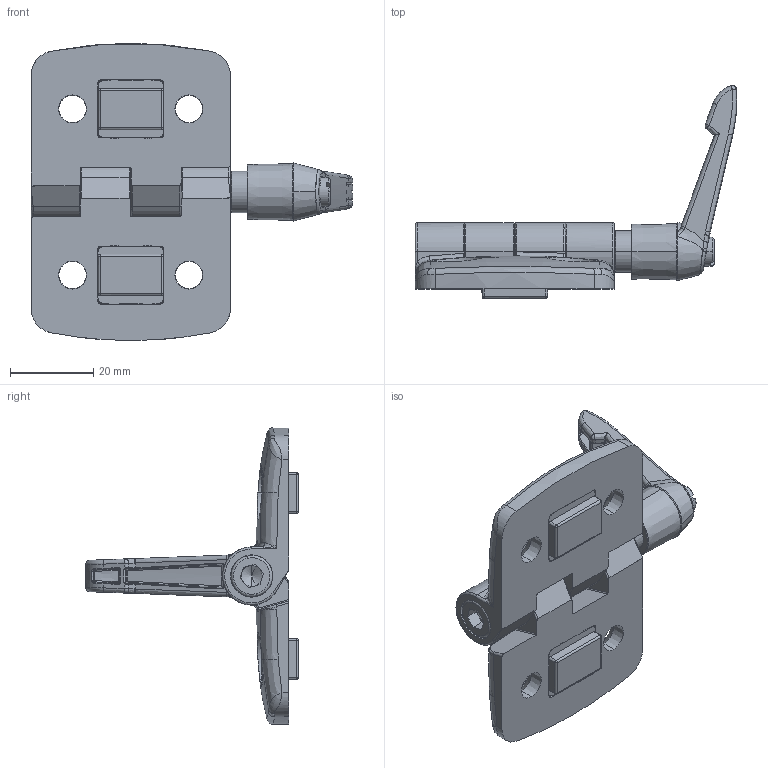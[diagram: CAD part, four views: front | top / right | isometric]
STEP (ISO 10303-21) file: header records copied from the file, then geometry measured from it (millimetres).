
FILE_DESCRIPTION (( 'STEP AP214' ), '1' );
FILE_NAME ('095kf3535f10.STEP', '2014-08-27T10:45:53', ( '' ), ( '' ), 'SwSTEP 2.0', 'SolidWorks 2014', '' );
FILE_SCHEMA (( 'AUTOMOTIVE_DESIGN' ));
Length unit declared in the file: millimetre
Products named in the file (1): 095kf3535f10
Bounding box: 77.49 x 51.25 x 71.5 mm (x, y, z)
Volume: 28088.5 mm3; surface area: 19394.9 mm2
Topology: 11 solids, 11 shells, 747 faces, 1837 edges, 1072 vertices
Faces by surface type: bspline 309, cylinder 204, plane 157, cone 77
Entity records: 39377 total; most frequent: CARTESIAN_POINT 15837, ORIENTED_EDGE 3566, DIRECTION 2679, EDGE_CURVE 1783, VERTEX_POINT 1072, AXIS2_PLACEMENT_3D 1054, EDGE_LOOP 779, UNCERTAINTY_MEASURE_WITH_UNIT 760
